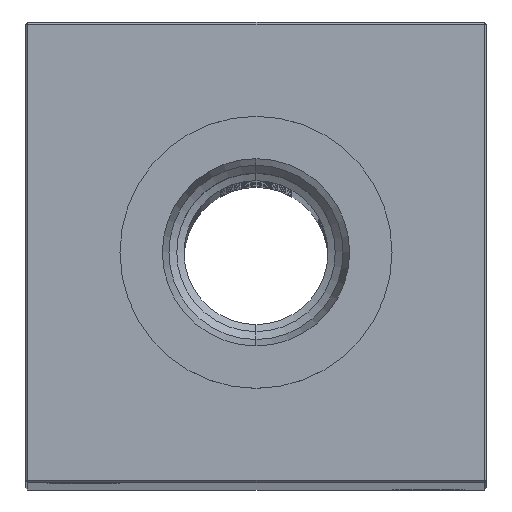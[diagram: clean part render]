
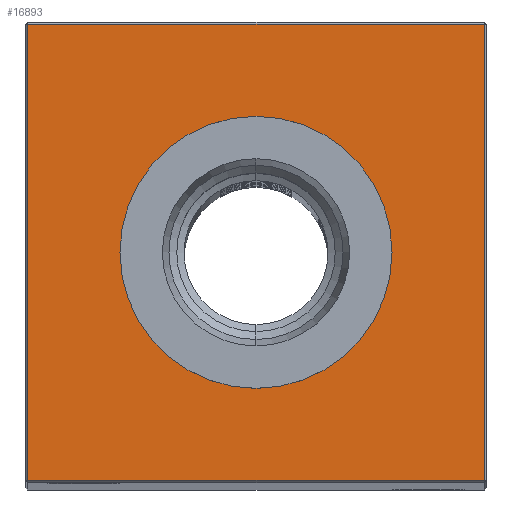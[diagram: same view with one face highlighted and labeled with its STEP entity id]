
A CAD part, top view. The second image highlights one B-rep face of the part: STEP entity #16893.
In plain terms, the highlighted planar face has unit normal (0, 0, 1).
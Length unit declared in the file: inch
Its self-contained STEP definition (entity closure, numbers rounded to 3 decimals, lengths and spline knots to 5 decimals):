
#12 = CARTESIAN_POINT ( 'NONE',  ( 0., 0.99, 18.25 ) ) ;
#773 = DIRECTION ( 'NONE',  ( 1., 0., 0. ) ) ;
#1074 = CIRCLE ( 'NONE', #19260, 0.59055 ) ;
#1337 = VERTEX_POINT ( 'NONE', #11608 ) ;
#1652 = CARTESIAN_POINT ( 'NONE',  ( 0., 0., 18.25 ) ) ;
#2736 = LINE ( 'NONE', #7297, #16502 ) ;
#2891 = LINE ( 'NONE', #15598, #12907 ) ;
#3074 = EDGE_CURVE ( 'NONE', #11596, #1337, #12705, .T. ) ;
#5685 = FACE_BOUND ( 'NONE', #25149, .T. ) ;
#5822 = AXIS2_PLACEMENT_3D ( 'NONE', #1652, #26035, #13538 ) ;
#6702 = VERTEX_POINT ( 'NONE', #20910 ) ;
#7225 = CARTESIAN_POINT ( 'NONE',  ( 0.99, -0.99, 18.25 ) ) ;
#7297 = CARTESIAN_POINT ( 'NONE',  ( 0.99, 0., 18.25 ) ) ;
#7609 = EDGE_CURVE ( 'NONE', #1337, #9909, #29439, .T. ) ;
#7970 = VERTEX_POINT ( 'NONE', #7225 ) ;
#8120 = FACE_OUTER_BOUND ( 'NONE', #21811, .T. ) ;
#8606 = CARTESIAN_POINT ( 'NONE',  ( 0., 0., 18.25 ) ) ;
#9633 = DIRECTION ( 'NONE',  ( -1., 0., 0. ) ) ;
#9909 = VERTEX_POINT ( 'NONE', #26897 ) ;
#10880 = DIRECTION ( 'NONE',  ( -1., 0., 0. ) ) ;
#11402 = VECTOR ( 'NONE', #9633, 39.37008 ) ;
#11596 = VERTEX_POINT ( 'NONE', #22161 ) ;
#11608 = CARTESIAN_POINT ( 'NONE',  ( -0.99, 0.99, 18.25 ) ) ;
#11694 = ORIENTED_EDGE ( 'NONE', *, *, #25485, .T. ) ;
#12016 = AXIS2_PLACEMENT_3D ( 'NONE', #8606, #23229, #10880 ) ;
#12556 = ORIENTED_EDGE ( 'NONE', *, *, #20289, .T. ) ;
#12705 = LINE ( 'NONE', #12, #11402 ) ;
#12907 = VECTOR ( 'NONE', #773, 39.37008 ) ;
#13538 = DIRECTION ( 'NONE',  ( -1., 0., 0. ) ) ;
#13578 = ORIENTED_EDGE ( 'NONE', *, *, #7609, .T. ) ;
#13631 = CARTESIAN_POINT ( 'NONE',  ( 0., 0.59055, 18.25 ) ) ;
#13911 = EDGE_CURVE ( 'NONE', #7970, #11596, #2736, .T. ) ;
#15598 = CARTESIAN_POINT ( 'NONE',  ( 0., -0.99, 18.25 ) ) ;
#15610 = PLANE ( 'NONE',  #12016 ) ;
#15868 = DIRECTION ( 'NONE',  ( 0., 0., -1. ) ) ;
#16502 = VECTOR ( 'NONE', #17515, 39.37008 ) ;
#16893 = ADVANCED_FACE ( 'NONE', ( #8120, #5685 ), #15610, .F. ) ;
#17515 = DIRECTION ( 'NONE',  ( 0., 1., 0. ) ) ;
#18068 = VERTEX_POINT ( 'NONE', #13631 ) ;
#19260 = AXIS2_PLACEMENT_3D ( 'NONE', #26244, #15868, #30816 ) ;
#20289 = EDGE_CURVE ( 'NONE', #6702, #18068, #1074, .T. ) ;
#20910 = CARTESIAN_POINT ( 'NONE',  ( 0., -0.59055, 18.25 ) ) ;
#21062 = ORIENTED_EDGE ( 'NONE', *, *, #3074, .T. ) ;
#21811 = EDGE_LOOP ( 'NONE', ( #13578, #11694, #27044, #21062 ) ) ;
#21980 = DIRECTION ( 'NONE',  ( 0., -1., 0. ) ) ;
#22161 = CARTESIAN_POINT ( 'NONE',  ( 0.99, 0.99, 18.25 ) ) ;
#22459 = ORIENTED_EDGE ( 'NONE', *, *, #30086, .T. ) ;
#23229 = DIRECTION ( 'NONE',  ( 0., 0., -1. ) ) ;
#24418 = CARTESIAN_POINT ( 'NONE',  ( -0.99, 0., 18.25 ) ) ;
#25149 = EDGE_LOOP ( 'NONE', ( #22459, #12556 ) ) ;
#25485 = EDGE_CURVE ( 'NONE', #9909, #7970, #2891, .T. ) ;
#26035 = DIRECTION ( 'NONE',  ( 0., 0., -1. ) ) ;
#26244 = CARTESIAN_POINT ( 'NONE',  ( 0., 0., 18.25 ) ) ;
#26897 = CARTESIAN_POINT ( 'NONE',  ( -0.99, -0.99, 18.25 ) ) ;
#27044 = ORIENTED_EDGE ( 'NONE', *, *, #13911, .T. ) ;
#29439 = LINE ( 'NONE', #24418, #31785 ) ;
#30086 = EDGE_CURVE ( 'NONE', #18068, #6702, #31757, .T. ) ;
#30816 = DIRECTION ( 'NONE',  ( -1., 0., 0. ) ) ;
#31757 = CIRCLE ( 'NONE', #5822, 0.59055 ) ;
#31785 = VECTOR ( 'NONE', #21980, 39.37008 ) ;
